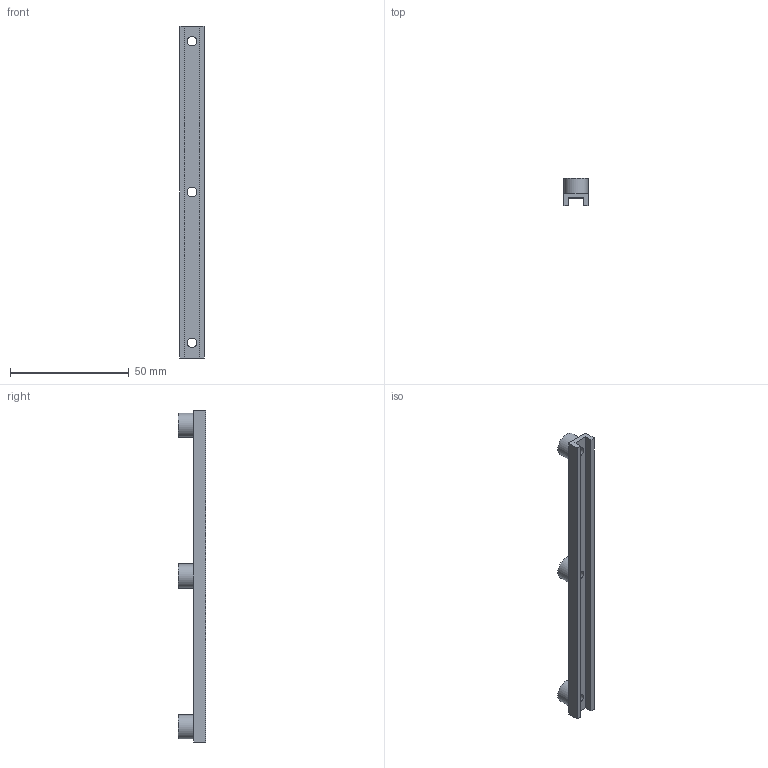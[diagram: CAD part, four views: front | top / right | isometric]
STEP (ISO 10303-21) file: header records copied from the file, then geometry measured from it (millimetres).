
FILE_DESCRIPTION(/* description */ (''),/* implementation_level */ '2;1');
FILE_NAME(/* name */ 'arm_xbrace_jig.stp',/* time_stamp */ '2024-01-19T14:32:50-05:00',/* author */ ('avere'),/* organization */ (''),/* preprocessor_version */ 'ST-DEVELOPER v19.2',/* originating_system */ 'Autodesk Inventor 2024',/* authorisation */ '');
FILE_SCHEMA (('AUTOMOTIVE_DESIGN { 1 0 10303 214 3 1 1 }'));
Length unit declared in the file: inch
Products named in the file (1): arm_xbrace_jig
Bounding box: 10.16 x 11.43 x 139.7 mm (x, y, z)
Volume: 5631.7 mm3; surface area: 6050.7 mm2
Topology: 1 solids, 1 shells, 22 faces, 51 edges, 31 vertices
Faces by surface type: plane 16, cylinder 6
Full cylindrical faces by diameter (mm): 3.97 x3, 10.16 x3
Entity records: 675 total; most frequent: DIRECTION 112, CARTESIAN_POINT 105, ORIENTED_EDGE 102, EDGE_CURVE 51, AXIS2_PLACEMENT_3D 38, LINE 36, VECTOR 36, VERTEX_POINT 31
